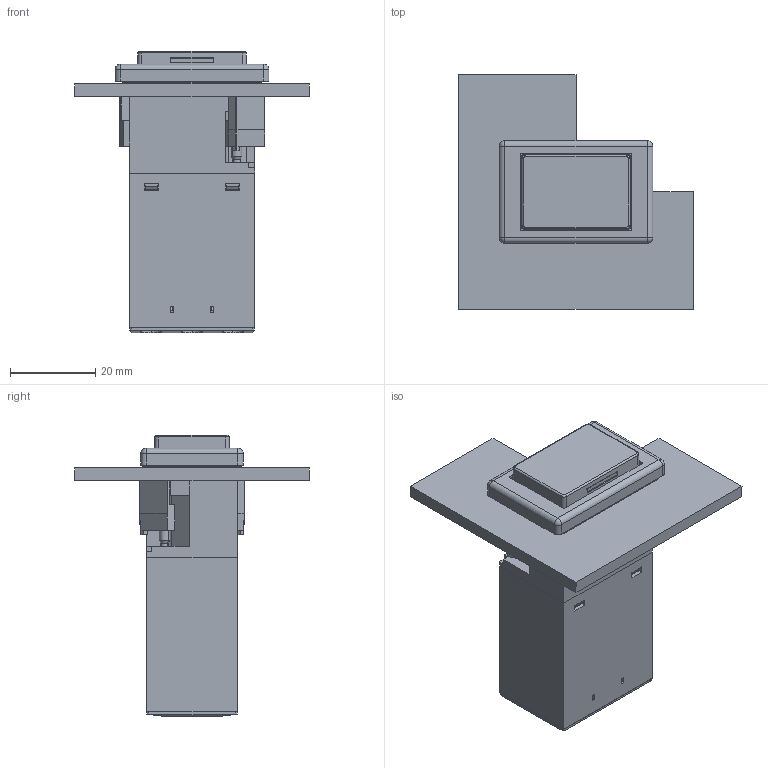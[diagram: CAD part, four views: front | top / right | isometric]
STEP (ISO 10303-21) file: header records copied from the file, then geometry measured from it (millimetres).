
FILE_DESCRIPTION (( 'STEP AP214' ), '1' );
FILE_NAME ('default.step', '2013-09-12T05:39:07', ( 'Windows User' ), ( '' ), 'SwSTEP 2.0', 'SolidWorks 2013', '' );
FILE_SCHEMA (( 'AUTOMOTIVE_DESIGN' ));
Length unit declared in the file: millimetre
Products named in the file (1): default
Bounding box: 55 x 55 x 65.95 mm (x, y, z)
Volume: 22202.6 mm3; surface area: 28185.8 mm2
Topology: 15 solids, 15 shells, 968 faces, 2529 edges, 1606 vertices
Faces by surface type: plane 706, cylinder 154, cone 66, torus 28, sphere 10, bspline 4
Entity records: 40391 total; most frequent: CARTESIAN_POINT 5644, ORIENTED_EDGE 5042, DIRECTION 4759, EDGE_CURVE 2521, VECTOR 2009, LINE 2009, VERTEX_POINT 1606, AXIS2_PLACEMENT_3D 1375
